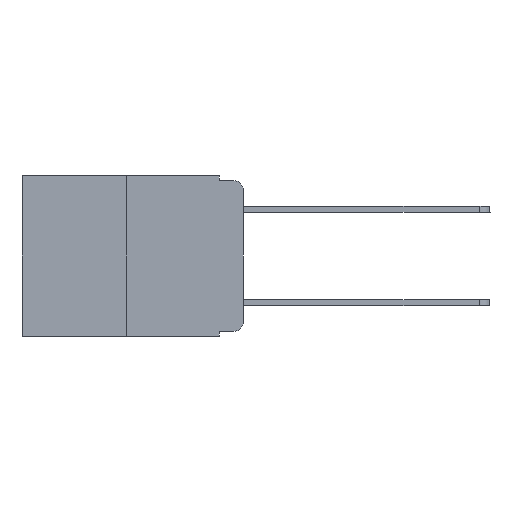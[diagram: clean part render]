
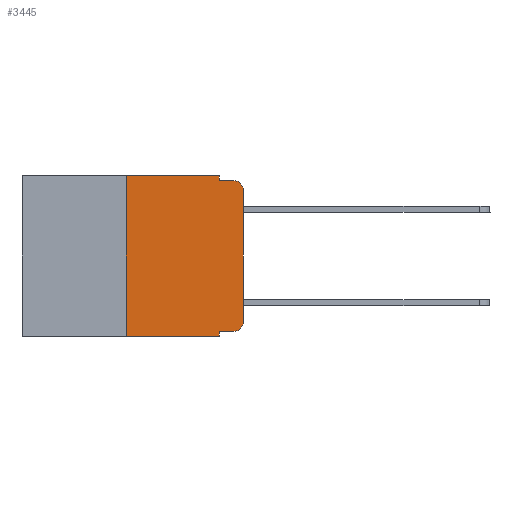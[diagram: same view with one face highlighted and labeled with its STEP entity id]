
A CAD part, left-side view. The second image highlights one B-rep face of the part: STEP entity #3445.
In plain terms, the highlighted planar face has unit normal (-1, 0, 0).
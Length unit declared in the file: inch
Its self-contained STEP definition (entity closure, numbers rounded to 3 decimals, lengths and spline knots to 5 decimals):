
#464 = CARTESIAN_POINT ( 'NONE',  ( 0., 0.051, 0. ) ) ;
#526 = FACE_OUTER_BOUND ( 'NONE', #1584, .T. ) ;
#693 = DIRECTION ( 'NONE',  ( 0., 0., -1. ) ) ;
#1025 = LINE ( 'NONE', #13424, #14082 ) ;
#1404 = CARTESIAN_POINT ( 'NONE',  ( 0., 0.25, 0. ) ) ;
#1530 = DIRECTION ( 'NONE',  ( 1., 0., 0. ) ) ;
#1584 = EDGE_LOOP ( 'NONE', ( #2673, #17262, #7503, #20906, #13846, #15311, #11632, #2362, #15289, #7890 ) ) ;
#1713 = CARTESIAN_POINT ( 'NONE',  ( 0., 0.02, -0.333 ) ) ;
#2362 = ORIENTED_EDGE ( 'NONE', *, *, #18903, .F. ) ;
#2523 = DIRECTION ( 'NONE',  ( 0., 0., -1. ) ) ;
#2564 = CARTESIAN_POINT ( 'NONE',  ( 0., 0.25, 0. ) ) ;
#2673 = ORIENTED_EDGE ( 'NONE', *, *, #6596, .T. ) ;
#2696 = VERTEX_POINT ( 'NONE', #19604 ) ;
#2867 = CARTESIAN_POINT ( 'NONE',  ( 0., 0.051, -0.01 ) ) ;
#2875 = DIRECTION ( 'NONE',  ( 0., 0., 1. ) ) ;
#2989 = DIRECTION ( 'NONE',  ( 0., -1., 0. ) ) ;
#3333 = CIRCLE ( 'NONE', #21366, 0.02 ) ;
#3445 = ADVANCED_FACE ( 'NONE', ( #526 ), #13677, .F. ) ;
#3664 = AXIS2_PLACEMENT_3D ( 'NONE', #8261, #20154, #13021 ) ;
#3686 = VERTEX_POINT ( 'NONE', #8163 ) ;
#3691 = LINE ( 'NONE', #17247, #5585 ) ;
#3766 = DIRECTION ( 'NONE',  ( 0., 0., 1. ) ) ;
#4072 = DIRECTION ( 'NONE',  ( 0., -1., 0. ) ) ;
#4170 = CARTESIAN_POINT ( 'NONE',  ( 0., 0.051, 0. ) ) ;
#4180 = DIRECTION ( 'NONE',  ( 0., -1., 0. ) ) ;
#5060 = VECTOR ( 'NONE', #2523, 39.37008 ) ;
#5585 = VECTOR ( 'NONE', #3766, 39.37008 ) ;
#6109 = VECTOR ( 'NONE', #14955, 39.37008 ) ;
#6158 = VECTOR ( 'NONE', #4180, 39.37008 ) ;
#6411 = LINE ( 'NONE', #4170, #5060 ) ;
#6596 = EDGE_CURVE ( 'NONE', #3686, #9169, #3691, .T. ) ;
#6632 = VERTEX_POINT ( 'NONE', #12137 ) ;
#6713 = VERTEX_POINT ( 'NONE', #14280 ) ;
#7274 = EDGE_CURVE ( 'NONE', #14038, #16168, #1025, .T. ) ;
#7503 = ORIENTED_EDGE ( 'NONE', *, *, #14246, .F. ) ;
#7890 = ORIENTED_EDGE ( 'NONE', *, *, #9241, .T. ) ;
#8163 = CARTESIAN_POINT ( 'NONE',  ( 0., 0., -0.313 ) ) ;
#8261 = CARTESIAN_POINT ( 'NONE',  ( 0., 0.02, -0.03 ) ) ;
#8544 = VECTOR ( 'NONE', #4072, 39.37008 ) ;
#8716 = CARTESIAN_POINT ( 'NONE',  ( 0., 0.051, -0.333 ) ) ;
#8794 = LINE ( 'NONE', #2867, #16228 ) ;
#9169 = VERTEX_POINT ( 'NONE', #15218 ) ;
#9241 = EDGE_CURVE ( 'NONE', #17066, #3686, #3333, .T. ) ;
#10173 = DIRECTION ( 'NONE',  ( 0., 0., -1. ) ) ;
#10707 = VECTOR ( 'NONE', #2875, 39.37008 ) ;
#10880 = CARTESIAN_POINT ( 'NONE',  ( 0., 0.02, -0.313 ) ) ;
#11231 = LINE ( 'NONE', #14034, #6158 ) ;
#11603 = CARTESIAN_POINT ( 'NONE',  ( 0., 0.051, 0. ) ) ;
#11632 = ORIENTED_EDGE ( 'NONE', *, *, #7274, .T. ) ;
#12069 = LINE ( 'NONE', #2564, #10707 ) ;
#12137 = CARTESIAN_POINT ( 'NONE',  ( 0., 0.02, -0.01 ) ) ;
#12208 = AXIS2_PLACEMENT_3D ( 'NONE', #17009, #1530, #10173 ) ;
#12686 = EDGE_CURVE ( 'NONE', #14038, #17642, #12069, .T. ) ;
#13021 = DIRECTION ( 'NONE',  ( 0., 0., -1. ) ) ;
#13424 = CARTESIAN_POINT ( 'NONE',  ( 0., 0.473, -0.343 ) ) ;
#13622 = LINE ( 'NONE', #8716, #8544 ) ;
#13677 = PLANE ( 'NONE',  #12208 ) ;
#13846 = ORIENTED_EDGE ( 'NONE', *, *, #17909, .F. ) ;
#14034 = CARTESIAN_POINT ( 'NONE',  ( 0., 0.473, 0. ) ) ;
#14038 = VERTEX_POINT ( 'NONE', #17984 ) ;
#14082 = VECTOR ( 'NONE', #2989, 39.37008 ) ;
#14246 = EDGE_CURVE ( 'NONE', #2696, #6632, #8794, .T. ) ;
#14280 = CARTESIAN_POINT ( 'NONE',  ( 0., 0.051, -0.333 ) ) ;
#14316 = EDGE_CURVE ( 'NONE', #6713, #17066, #13622, .T. ) ;
#14885 = EDGE_CURVE ( 'NONE', #16544, #2696, #6411, .T. ) ;
#14944 = DIRECTION ( 'NONE',  ( 0., -1., 0. ) ) ;
#14955 = DIRECTION ( 'NONE',  ( 0., 0., -1. ) ) ;
#15218 = CARTESIAN_POINT ( 'NONE',  ( 0., 0., -0.03 ) ) ;
#15289 = ORIENTED_EDGE ( 'NONE', *, *, #14316, .T. ) ;
#15311 = ORIENTED_EDGE ( 'NONE', *, *, #12686, .F. ) ;
#16168 = VERTEX_POINT ( 'NONE', #17942 ) ;
#16228 = VECTOR ( 'NONE', #14944, 39.37008 ) ;
#16377 = CIRCLE ( 'NONE', #3664, 0.02 ) ;
#16544 = VERTEX_POINT ( 'NONE', #464 ) ;
#17009 = CARTESIAN_POINT ( 'NONE',  ( 0., 0.473, 0. ) ) ;
#17066 = VERTEX_POINT ( 'NONE', #1713 ) ;
#17247 = CARTESIAN_POINT ( 'NONE',  ( 0., 0., 0. ) ) ;
#17262 = ORIENTED_EDGE ( 'NONE', *, *, #21950, .T. ) ;
#17628 = DIRECTION ( 'NONE',  ( -1., 0., 0. ) ) ;
#17642 = VERTEX_POINT ( 'NONE', #1404 ) ;
#17909 = EDGE_CURVE ( 'NONE', #17642, #16544, #11231, .T. ) ;
#17942 = CARTESIAN_POINT ( 'NONE',  ( 0., 0.051, -0.343 ) ) ;
#17984 = CARTESIAN_POINT ( 'NONE',  ( 0., 0.25, -0.343 ) ) ;
#18903 = EDGE_CURVE ( 'NONE', #6713, #16168, #19671, .T. ) ;
#19604 = CARTESIAN_POINT ( 'NONE',  ( 0., 0.051, -0.01 ) ) ;
#19671 = LINE ( 'NONE', #11603, #6109 ) ;
#20154 = DIRECTION ( 'NONE',  ( -1., 0., 0. ) ) ;
#20906 = ORIENTED_EDGE ( 'NONE', *, *, #14885, .F. ) ;
#21366 = AXIS2_PLACEMENT_3D ( 'NONE', #10880, #17628, #693 ) ;
#21950 = EDGE_CURVE ( 'NONE', #9169, #6632, #16377, .T. ) ;
